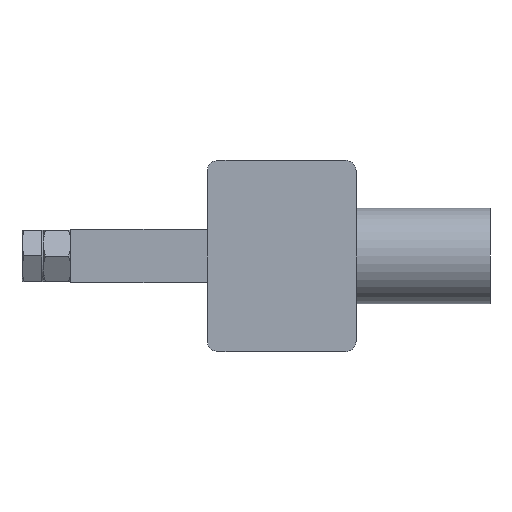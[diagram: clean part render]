
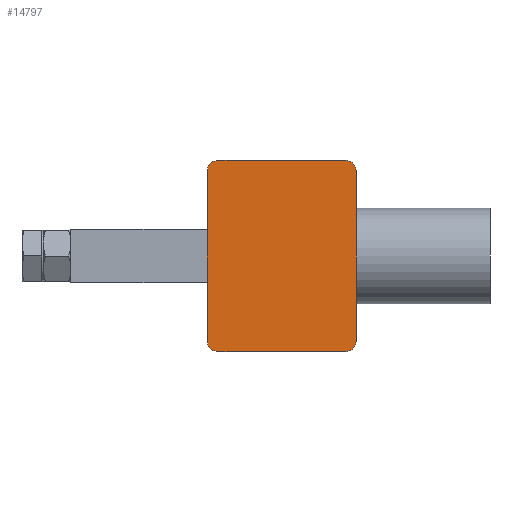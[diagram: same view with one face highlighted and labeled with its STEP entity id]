
A CAD part, front view. The second image highlights one B-rep face of the part: STEP entity #14797.
In plain terms, the highlighted planar face has unit normal (0, -1, 0).
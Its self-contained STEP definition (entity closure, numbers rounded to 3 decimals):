
#730 = AXIS2_PLACEMENT_3D ( 'NONE', #3434, #12649, #4764 ) ;
#863 = VECTOR ( 'NONE', #3478, 1000. ) ;
#1430 = LINE ( 'NONE', #9279, #14644 ) ;
#1490 = CARTESIAN_POINT ( 'NONE',  ( -42.812, -11.1, -45. ) ) ;
#1592 = LINE ( 'NONE', #1490, #3890 ) ;
#1868 = CIRCLE ( 'NONE', #9391, 5. ) ;
#1987 = LINE ( 'NONE', #11460, #15614 ) ;
#2139 = CARTESIAN_POINT ( 'NONE',  ( -35., -11.1, 40. ) ) ;
#2264 = VERTEX_POINT ( 'NONE', #2139 ) ;
#2271 = DIRECTION ( 'NONE',  ( 0., 0., -1. ) ) ;
#2427 = CARTESIAN_POINT ( 'NONE',  ( 30., -11.1, 40. ) ) ;
#2432 = CIRCLE ( 'NONE', #4985, 5. ) ;
#2660 = EDGE_CURVE ( 'NONE', #5592, #7761, #2432, .T. ) ;
#2817 = DIRECTION ( 'NONE',  ( 1., 0., 0. ) ) ;
#3110 = ORIENTED_EDGE ( 'NONE', *, *, #16537, .F. ) ;
#3341 = ORIENTED_EDGE ( 'NONE', *, *, #13877, .F. ) ;
#3342 = VERTEX_POINT ( 'NONE', #6898 ) ;
#3434 = CARTESIAN_POINT ( 'NONE',  ( -30., -11.1, -40. ) ) ;
#3478 = DIRECTION ( 'NONE',  ( 0., 0., 1. ) ) ;
#3556 = DIRECTION ( 'NONE',  ( 1., 0., 0. ) ) ;
#3770 = DIRECTION ( 'NONE',  ( 0., 0., -1. ) ) ;
#3890 = VECTOR ( 'NONE', #2817, 1000. ) ;
#4214 = CIRCLE ( 'NONE', #730, 5. ) ;
#4632 = VERTEX_POINT ( 'NONE', #10138 ) ;
#4764 = DIRECTION ( 'NONE',  ( 0., 0., -1. ) ) ;
#4792 = LINE ( 'NONE', #10067, #863 ) ;
#4981 = ORIENTED_EDGE ( 'NONE', *, *, #12699, .T. ) ;
#4985 = AXIS2_PLACEMENT_3D ( 'NONE', #16637, #11512, #2271 ) ;
#5579 = PLANE ( 'NONE',  #16370 ) ;
#5592 = VERTEX_POINT ( 'NONE', #12167 ) ;
#5883 = VERTEX_POINT ( 'NONE', #15723 ) ;
#6302 = CARTESIAN_POINT ( 'NONE',  ( 30., -11.1, -45. ) ) ;
#6612 = EDGE_CURVE ( 'NONE', #2264, #7697, #7955, .T. ) ;
#6898 = CARTESIAN_POINT ( 'NONE',  ( 30., -11.1, 45. ) ) ;
#7110 = CARTESIAN_POINT ( 'NONE',  ( -30., -11.1, -45. ) ) ;
#7399 = DIRECTION ( 'NONE',  ( 0., 1., 0. ) ) ;
#7697 = VERTEX_POINT ( 'NONE', #8568 ) ;
#7761 = VERTEX_POINT ( 'NONE', #6302 ) ;
#7955 = CIRCLE ( 'NONE', #15867, 5. ) ;
#8238 = DIRECTION ( 'NONE',  ( 0., 0., -1. ) ) ;
#8568 = CARTESIAN_POINT ( 'NONE',  ( -30., -11.1, 45. ) ) ;
#8967 = ORIENTED_EDGE ( 'NONE', *, *, #2660, .F. ) ;
#9279 = CARTESIAN_POINT ( 'NONE',  ( 35., -11.1, 45. ) ) ;
#9391 = AXIS2_PLACEMENT_3D ( 'NONE', #2427, #11673, #3770 ) ;
#10067 = CARTESIAN_POINT ( 'NONE',  ( -35., -11.1, 45. ) ) ;
#10138 = CARTESIAN_POINT ( 'NONE',  ( -35., -11.1, -40. ) ) ;
#10459 = EDGE_CURVE ( 'NONE', #4632, #2264, #4792, .T. ) ;
#10556 = EDGE_CURVE ( 'NONE', #3342, #5883, #1868, .T. ) ;
#10617 = DIRECTION ( 'NONE',  ( 0., 0., -1. ) ) ;
#11460 = CARTESIAN_POINT ( 'NONE',  ( -42.812, -11.1, 45. ) ) ;
#11512 = DIRECTION ( 'NONE',  ( 0., 1., 0. ) ) ;
#11598 = ORIENTED_EDGE ( 'NONE', *, *, #10556, .F. ) ;
#11673 = DIRECTION ( 'NONE',  ( 0., 1., 0. ) ) ;
#11696 = EDGE_CURVE ( 'NONE', #5883, #5592, #1430, .T. ) ;
#12167 = CARTESIAN_POINT ( 'NONE',  ( 35., -11.1, -40. ) ) ;
#12351 = VERTEX_POINT ( 'NONE', #7110 ) ;
#12649 = DIRECTION ( 'NONE',  ( 0., 1., 0. ) ) ;
#12699 = EDGE_CURVE ( 'NONE', #12351, #7761, #1592, .T. ) ;
#12707 = FACE_OUTER_BOUND ( 'NONE', #13662, .T. ) ;
#12783 = ORIENTED_EDGE ( 'NONE', *, *, #6612, .F. ) ;
#13074 = ORIENTED_EDGE ( 'NONE', *, *, #11696, .F. ) ;
#13662 = EDGE_LOOP ( 'NONE', ( #4981, #8967, #13074, #11598, #3341, #12783, #15864, #3110 ) ) ;
#13877 = EDGE_CURVE ( 'NONE', #7697, #3342, #1987, .T. ) ;
#14644 = VECTOR ( 'NONE', #10617, 1000. ) ;
#14797 = ADVANCED_FACE ( 'NONE', ( #12707 ), #5579, .T. ) ;
#14805 = CARTESIAN_POINT ( 'NONE',  ( -42.812, -11.1, -45. ) ) ;
#15306 = CARTESIAN_POINT ( 'NONE',  ( -30., -11.1, 40. ) ) ;
#15614 = VECTOR ( 'NONE', #3556, 1000. ) ;
#15723 = CARTESIAN_POINT ( 'NONE',  ( 35., -11.1, 40. ) ) ;
#15864 = ORIENTED_EDGE ( 'NONE', *, *, #10459, .F. ) ;
#15867 = AXIS2_PLACEMENT_3D ( 'NONE', #15306, #7399, #16613 ) ;
#16118 = DIRECTION ( 'NONE',  ( 0., -1., 0. ) ) ;
#16370 = AXIS2_PLACEMENT_3D ( 'NONE', #14805, #16118, #8238 ) ;
#16537 = EDGE_CURVE ( 'NONE', #12351, #4632, #4214, .T. ) ;
#16613 = DIRECTION ( 'NONE',  ( 0., 0., -1. ) ) ;
#16637 = CARTESIAN_POINT ( 'NONE',  ( 30., -11.1, -40. ) ) ;
